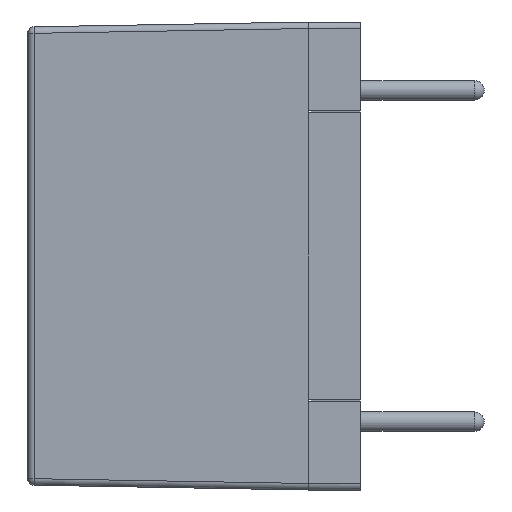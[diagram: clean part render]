
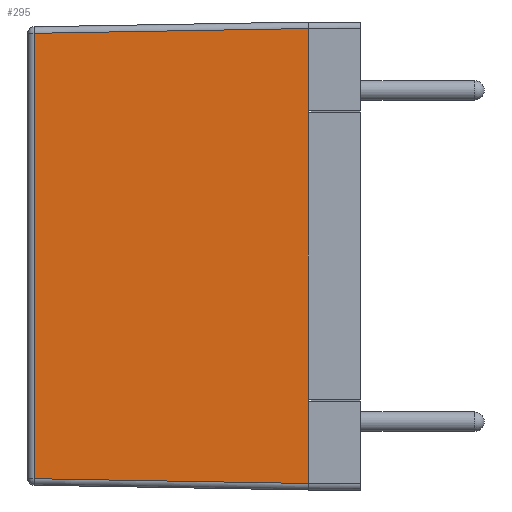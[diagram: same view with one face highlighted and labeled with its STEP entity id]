
A CAD part, left-side view. The second image highlights one B-rep face of the part: STEP entity #295.
In plain terms, the highlighted face is planar.
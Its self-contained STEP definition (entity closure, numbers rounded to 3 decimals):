
#69 = CARTESIAN_POINT ( 'NONE',  ( 12.125, 0., 7.175 ) ) ;
#99 = ORIENTED_EDGE ( 'NONE', *, *, #3815, .T. ) ;
#196 = EDGE_CURVE ( 'NONE', #2806, #1198, #3827, .T. ) ;
#224 = FACE_OUTER_BOUND ( 'NONE', #2017, .T. ) ;
#295 = ADVANCED_FACE ( 'NONE', ( #224 ), #3114, .T. ) ;
#302 = DIRECTION ( 'NONE',  ( 0., 0., -1. ) ) ;
#637 = VECTOR ( 'NONE', #4331, 1000. ) ;
#662 = VERTEX_POINT ( 'NONE', #1723 ) ;
#665 = DIRECTION ( 'NONE',  ( 0., 0., -1. ) ) ;
#671 = CARTESIAN_POINT ( 'NONE',  ( 12.125, 0., 7.175 ) ) ;
#713 = ORIENTED_EDGE ( 'NONE', *, *, #3369, .T. ) ;
#817 = EDGE_CURVE ( 'NONE', #4705, #3493, #4282, .T. ) ;
#948 = ORIENTED_EDGE ( 'NONE', *, *, #196, .T. ) ;
#1042 = DIRECTION ( 'NONE',  ( 0., 0., -1. ) ) ;
#1145 = CARTESIAN_POINT ( 'NONE',  ( 12.125, -0.003, 6.975 ) ) ;
#1198 = VERTEX_POINT ( 'NONE', #3943 ) ;
#1259 = VERTEX_POINT ( 'NONE', #2214 ) ;
#1350 = VECTOR ( 'NONE', #665, 1000. ) ;
#1431 = VERTEX_POINT ( 'NONE', #2341 ) ;
#1494 = DIRECTION ( 'NONE',  ( 0., 0., -1. ) ) ;
#1528 = CARTESIAN_POINT ( 'NONE',  ( 12.125, 0., -7.175 ) ) ;
#1610 = DIRECTION ( 'NONE',  ( 0., 0., -1. ) ) ;
#1638 = LINE ( 'NONE', #1528, #3802 ) ;
#1671 = CARTESIAN_POINT ( 'NONE',  ( 12.125, 0., -4.4 ) ) ;
#1723 = CARTESIAN_POINT ( 'NONE',  ( 11.978, 8.403, 6.828 ) ) ;
#1984 = LINE ( 'NONE', #4937, #3325 ) ;
#2011 = LINE ( 'NONE', #1145, #5020 ) ;
#2017 = EDGE_LOOP ( 'NONE', ( #948, #2138, #5347, #3392, #99, #4623, #713, #2576 ) ) ;
#2045 = CARTESIAN_POINT ( 'NONE',  ( 11.978, 8.403, -6.828 ) ) ;
#2138 = ORIENTED_EDGE ( 'NONE', *, *, #4259, .T. ) ;
#2214 = CARTESIAN_POINT ( 'NONE',  ( 12.125, 0., 6.975 ) ) ;
#2337 = EDGE_CURVE ( 'NONE', #1259, #1431, #4596, .T. ) ;
#2341 = CARTESIAN_POINT ( 'NONE',  ( 12.125, 0., 4.45 ) ) ;
#2576 = ORIENTED_EDGE ( 'NONE', *, *, #4899, .T. ) ;
#2806 = VERTEX_POINT ( 'NONE', #1671 ) ;
#2954 = CARTESIAN_POINT ( 'NONE',  ( 12.125, 0., 4.4 ) ) ;
#3008 = VERTEX_POINT ( 'NONE', #2954 ) ;
#3078 = VECTOR ( 'NONE', #302, 1000. ) ;
#3114 = PLANE ( 'NONE',  #5054 ) ;
#3202 = LINE ( 'NONE', #4810, #1350 ) ;
#3325 = VECTOR ( 'NONE', #4125, 1000. ) ;
#3369 = EDGE_CURVE ( 'NONE', #1431, #3008, #5280, .T. ) ;
#3392 = ORIENTED_EDGE ( 'NONE', *, *, #3787, .T. ) ;
#3436 = CARTESIAN_POINT ( 'NONE',  ( 12.121, 0.247, -6.971 ) ) ;
#3493 = VERTEX_POINT ( 'NONE', #2045 ) ;
#3787 = EDGE_CURVE ( 'NONE', #3493, #662, #1984, .T. ) ;
#3802 = VECTOR ( 'NONE', #1610, 1000. ) ;
#3815 = EDGE_CURVE ( 'NONE', #662, #1259, #2011, .T. ) ;
#3827 = LINE ( 'NONE', #69, #637 ) ;
#3943 = CARTESIAN_POINT ( 'NONE',  ( 12.125, 0., -4.45 ) ) ;
#4095 = CARTESIAN_POINT ( 'NONE',  ( 12.125, 0., 7.175 ) ) ;
#4125 = DIRECTION ( 'NONE',  ( 0., 0., 1. ) ) ;
#4153 = DIRECTION ( 'NONE',  ( 0.017, -1., 0.017 ) ) ;
#4258 = VECTOR ( 'NONE', #5144, 1000. ) ;
#4259 = EDGE_CURVE ( 'NONE', #1198, #4705, #1638, .T. ) ;
#4282 = LINE ( 'NONE', #3436, #4258 ) ;
#4331 = DIRECTION ( 'NONE',  ( 0., 0., -1. ) ) ;
#4596 = LINE ( 'NONE', #4095, #3078 ) ;
#4623 = ORIENTED_EDGE ( 'NONE', *, *, #2337, .T. ) ;
#4705 = VERTEX_POINT ( 'NONE', #5168 ) ;
#4810 = CARTESIAN_POINT ( 'NONE',  ( 12.125, 0., 4.4 ) ) ;
#4822 = CARTESIAN_POINT ( 'NONE',  ( 12.125, 0., 7.175 ) ) ;
#4899 = EDGE_CURVE ( 'NONE', #3008, #2806, #3202, .T. ) ;
#4937 = CARTESIAN_POINT ( 'NONE',  ( 11.978, 8.403, 7.175 ) ) ;
#5020 = VECTOR ( 'NONE', #4153, 1000. ) ;
#5054 = AXIS2_PLACEMENT_3D ( 'NONE', #4822, #5261, #1042 ) ;
#5104 = VECTOR ( 'NONE', #1494, 1000. ) ;
#5144 = DIRECTION ( 'NONE',  ( -0.017, 1., 0.017 ) ) ;
#5168 = CARTESIAN_POINT ( 'NONE',  ( 12.125, 0., -6.975 ) ) ;
#5261 = DIRECTION ( 'NONE',  ( 1., 0.017, 0. ) ) ;
#5280 = LINE ( 'NONE', #671, #5104 ) ;
#5347 = ORIENTED_EDGE ( 'NONE', *, *, #817, .T. ) ;
